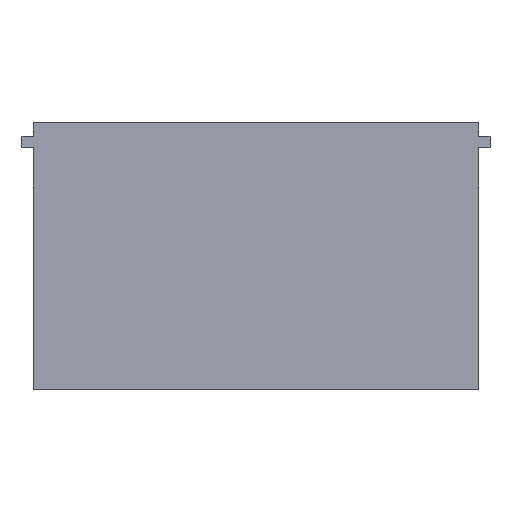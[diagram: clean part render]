
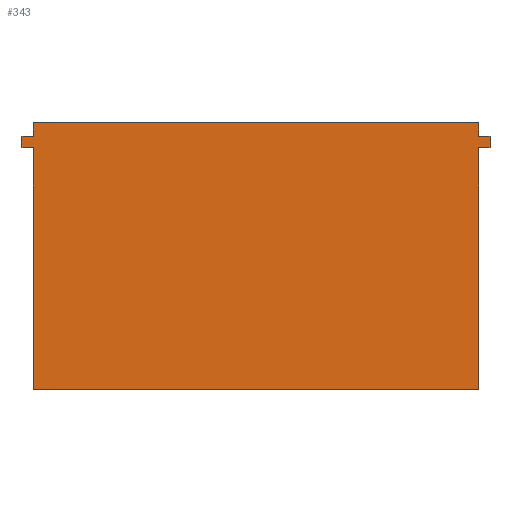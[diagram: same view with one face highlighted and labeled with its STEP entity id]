
A CAD part, front view. The second image highlights one B-rep face of the part: STEP entity #343.
In plain terms, the highlighted planar face has unit normal (0, -1, 0).
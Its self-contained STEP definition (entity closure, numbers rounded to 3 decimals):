
#34=PLANE('',#380);
#51=FACE_OUTER_BOUND('',#74,.T.);
#74=EDGE_LOOP('',(#312,#313,#314,#315,#316,#317,#318,#319,#320,#321,#322,
#323));
#78=LINE('',#490,#117);
#82=LINE('',#498,#121);
#85=LINE('',#504,#124);
#89=LINE('',#513,#128);
#93=LINE('',#521,#132);
#96=LINE('',#527,#135);
#99=LINE('',#533,#138);
#102=LINE('',#539,#141);
#105=LINE('',#545,#144);
#108=LINE('',#551,#147);
#111=LINE('',#556,#150);
#113=LINE('',#558,#152);
#117=VECTOR('',#406,10.);
#121=VECTOR('',#412,10.);
#124=VECTOR('',#417,10.);
#128=VECTOR('',#425,10.);
#132=VECTOR('',#431,10.);
#135=VECTOR('',#436,10.);
#138=VECTOR('',#441,10.);
#141=VECTOR('',#446,10.);
#144=VECTOR('',#451,10.);
#147=VECTOR('',#456,10.);
#150=VECTOR('',#461,10.);
#152=VECTOR('',#463,10.);
#165=VERTEX_POINT('',#488);
#166=VERTEX_POINT('',#489);
#169=VERTEX_POINT('',#497);
#171=VERTEX_POINT('',#503);
#173=VERTEX_POINT('',#511);
#174=VERTEX_POINT('',#512);
#177=VERTEX_POINT('',#520);
#179=VERTEX_POINT('',#526);
#181=VERTEX_POINT('',#532);
#183=VERTEX_POINT('',#538);
#185=VERTEX_POINT('',#544);
#187=VERTEX_POINT('',#550);
#198=EDGE_CURVE('',#165,#166,#78,.T.);
#202=EDGE_CURVE('',#166,#169,#82,.T.);
#205=EDGE_CURVE('',#169,#171,#85,.T.);
#209=EDGE_CURVE('',#173,#174,#89,.T.);
#213=EDGE_CURVE('',#177,#173,#93,.T.);
#216=EDGE_CURVE('',#179,#177,#96,.T.);
#219=EDGE_CURVE('',#181,#179,#99,.T.);
#222=EDGE_CURVE('',#183,#181,#102,.T.);
#225=EDGE_CURVE('',#185,#183,#105,.T.);
#228=EDGE_CURVE('',#187,#185,#108,.T.);
#231=EDGE_CURVE('',#165,#187,#111,.T.);
#233=EDGE_CURVE('',#174,#171,#113,.T.);
#312=ORIENTED_EDGE('',*,*,#233,.F.);
#313=ORIENTED_EDGE('',*,*,#209,.F.);
#314=ORIENTED_EDGE('',*,*,#213,.F.);
#315=ORIENTED_EDGE('',*,*,#216,.F.);
#316=ORIENTED_EDGE('',*,*,#219,.F.);
#317=ORIENTED_EDGE('',*,*,#222,.F.);
#318=ORIENTED_EDGE('',*,*,#225,.F.);
#319=ORIENTED_EDGE('',*,*,#228,.F.);
#320=ORIENTED_EDGE('',*,*,#231,.F.);
#321=ORIENTED_EDGE('',*,*,#198,.T.);
#322=ORIENTED_EDGE('',*,*,#202,.T.);
#323=ORIENTED_EDGE('',*,*,#205,.T.);
#343=ADVANCED_FACE('',(#51),#34,.F.);
#380=AXIS2_PLACEMENT_3D('',#560,#466,#467);
#406=DIRECTION('',(0.,0.,-1.));
#412=DIRECTION('',(1.,0.,0.));
#417=DIRECTION('',(0.,0.,1.));
#425=DIRECTION('',(0.,0.,-1.));
#431=DIRECTION('',(1.,0.,0.));
#436=DIRECTION('',(0.,0.,-1.));
#441=DIRECTION('',(1.,0.,0.));
#446=DIRECTION('',(0.,0.,1.));
#451=DIRECTION('',(1.,0.,0.));
#456=DIRECTION('',(0.,0.,1.));
#461=DIRECTION('',(-1.,0.,0.));
#463=DIRECTION('',(-1.,0.,0.));
#466=DIRECTION('center_axis',(0.,1.,0.));
#467=DIRECTION('ref_axis',(1.,0.,0.));
#488=CARTESIAN_POINT('',(0.,0.,19.));
#489=CARTESIAN_POINT('',(0.,0.,0.));
#490=CARTESIAN_POINT('',(0.,0.,19.));
#497=CARTESIAN_POINT('',(35.,0.,0.));
#498=CARTESIAN_POINT('',(0.,0.,0.));
#503=CARTESIAN_POINT('',(35.,0.,19.));
#504=CARTESIAN_POINT('',(35.,0.,0.));
#511=CARTESIAN_POINT('',(35.9,0.,19.9));
#512=CARTESIAN_POINT('',(35.9,0.,19.));
#513=CARTESIAN_POINT('',(35.9,0.,19.9));
#520=CARTESIAN_POINT('',(35.,0.,19.9));
#521=CARTESIAN_POINT('',(35.,0.,19.9));
#526=CARTESIAN_POINT('',(35.,0.,21.));
#527=CARTESIAN_POINT('',(35.,0.,21.));
#532=CARTESIAN_POINT('',(0.,0.,21.));
#533=CARTESIAN_POINT('',(0.,0.,21.));
#538=CARTESIAN_POINT('',(0.,0.,19.9));
#539=CARTESIAN_POINT('',(0.,0.,19.9));
#544=CARTESIAN_POINT('',(-0.9,0.,19.9));
#545=CARTESIAN_POINT('',(-0.9,0.,19.9));
#550=CARTESIAN_POINT('',(-0.9,0.,19.));
#551=CARTESIAN_POINT('',(-0.9,0.,19.));
#556=CARTESIAN_POINT('',(35.9,0.,19.));
#558=CARTESIAN_POINT('',(35.9,0.,19.));
#560=CARTESIAN_POINT('Origin',(17.5,0.,20.));
